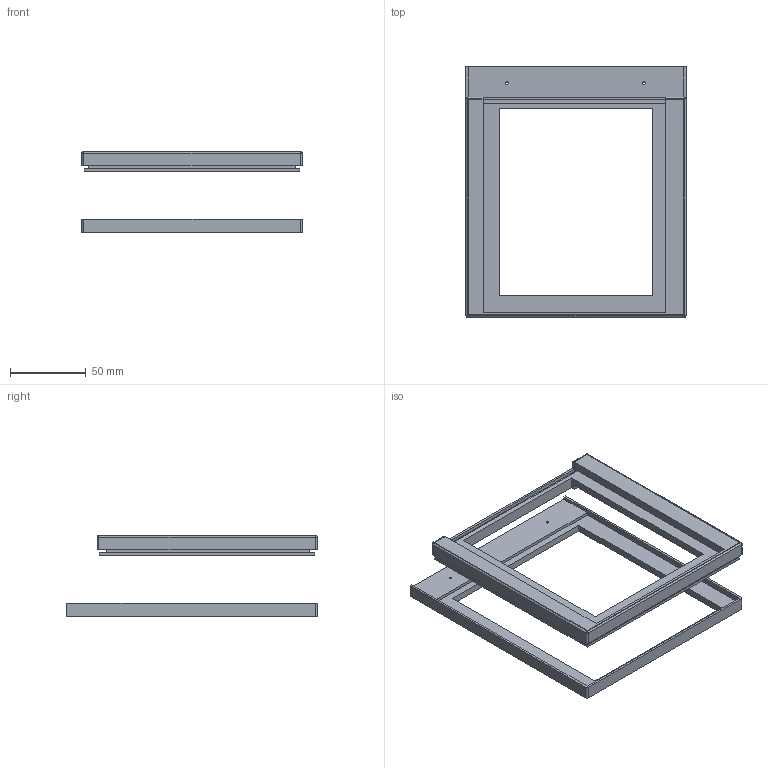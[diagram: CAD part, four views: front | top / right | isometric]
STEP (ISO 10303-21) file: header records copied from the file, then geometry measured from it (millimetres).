
FILE_DESCRIPTION(/* description */ (''),/* implementation_level */ '2;1');
FILE_NAME(/* name */ 'GRAFLE~1',/* time_stamp */ '2021-03-01T16:18:23+08:00',/* author */ (''),/* organization */ (''),/* preprocessor_version */ 'ST-DEVELOPER v15',/* originating_system */ '',/* authorisation */ '');
FILE_SCHEMA (('AUTOMOTIVE_DESIGN'));
Length unit declared in the file: millimetre
Products named in the file (1): Document
Bounding box: 145 x 165 x 53.33 mm (x, y, z)
Volume: 115658 mm3; surface area: 60268.1 mm2
Topology: 2 solids, 2 shells, 81 faces, 212 edges, 138 vertices
Faces by surface type: bspline 81
Entity records: 5255 total; most frequent: CARTESIAN_POINT 2472, B_SPLINE_CURVE_WITH_KNOTS 594, ORIENTED_EDGE 424, PCURVE 424, DEFINITIONAL_REPRESENTATION 424, SURFACE_CURVE 212, EDGE_CURVE 212, VERTEX_POINT 138
